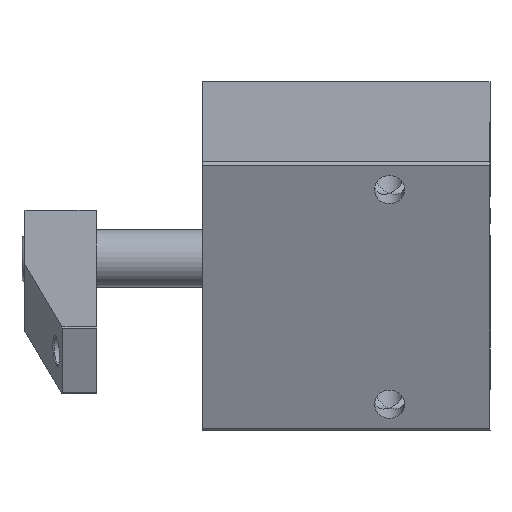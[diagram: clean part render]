
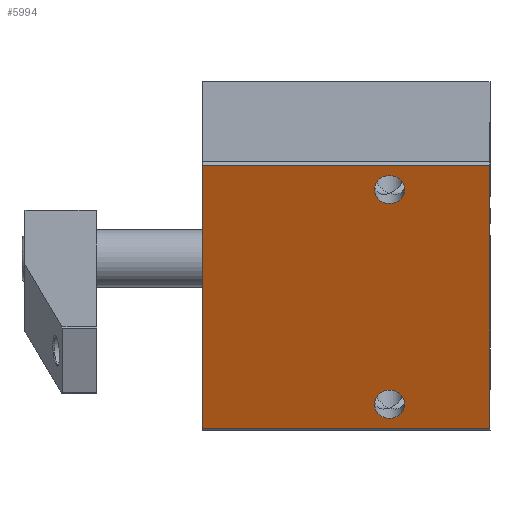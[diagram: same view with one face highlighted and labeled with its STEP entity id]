
A CAD part, left-side view. The second image highlights one B-rep face of the part: STEP entity #5994.
In plain terms, the highlighted face is planar.
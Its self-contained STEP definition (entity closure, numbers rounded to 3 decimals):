
#46 = EDGE_CURVE ( 'NONE', #3158, #5429, #3602, .T. ) ;
#131 = EDGE_LOOP ( 'NONE', ( #999, #465, #2395, #2054 ) ) ;
#164 = DIRECTION ( 'NONE',  ( 0., 0., -1. ) ) ;
#211 = CARTESIAN_POINT ( 'NONE',  ( 1244.576, 495.717, 35. ) ) ;
#278 = LINE ( 'NONE', #6458, #5493 ) ;
#371 = CARTESIAN_POINT ( 'NONE',  ( 1244.576, 504.717, 100. ) ) ;
#465 = ORIENTED_EDGE ( 'NONE', *, *, #2489, .T. ) ;
#607 = EDGE_LOOP ( 'NONE', ( #5238, #2430 ) ) ;
#719 = EDGE_CURVE ( 'NONE', #1753, #6362, #2574, .T. ) ;
#764 = AXIS2_PLACEMENT_3D ( 'NONE', #2288, #5819, #2790 ) ;
#767 = CARTESIAN_POINT ( 'NONE',  ( 1244.576, 415.717, 35. ) ) ;
#990 = CIRCLE ( 'NONE', #2607, 5.25 ) ;
#999 = ORIENTED_EDGE ( 'NONE', *, *, #719, .F. ) ;
#1027 = VERTEX_POINT ( 'NONE', #1988 ) ;
#1035 = AXIS2_PLACEMENT_3D ( 'NONE', #1602, #2599, #6133 ) ;
#1062 = LINE ( 'NONE', #1268, #6396 ) ;
#1091 = EDGE_LOOP ( 'NONE', ( #3657, #5115 ) ) ;
#1268 = CARTESIAN_POINT ( 'NONE',  ( 1244.576, 504.717, 100. ) ) ;
#1269 = DIRECTION ( 'NONE',  ( 0., 0., -1. ) ) ;
#1453 = DIRECTION ( 'NONE',  ( 0., 0., -1. ) ) ;
#1553 = CARTESIAN_POINT ( 'NONE',  ( 1244.576, 415.717, 35. ) ) ;
#1602 = CARTESIAN_POINT ( 'NONE',  ( 1244.576, 0., 0. ) ) ;
#1753 = VERTEX_POINT ( 'NONE', #5661 ) ;
#1762 = CARTESIAN_POINT ( 'NONE',  ( 1244.576, 505.717, 0. ) ) ;
#1835 = CARTESIAN_POINT ( 'NONE',  ( 1244.576, 495.717, 40.25 ) ) ;
#1909 = VERTEX_POINT ( 'NONE', #3663 ) ;
#1922 = FACE_BOUND ( 'NONE', #1091, .T. ) ;
#1988 = CARTESIAN_POINT ( 'NONE',  ( 1244.576, 406.717, 0. ) ) ;
#2014 = DIRECTION ( 'NONE',  ( 0., 0., 1. ) ) ;
#2054 = ORIENTED_EDGE ( 'NONE', *, *, #3349, .T. ) ;
#2100 = EDGE_CURVE ( 'NONE', #6244, #3917, #3482, .T. ) ;
#2130 = CARTESIAN_POINT ( 'NONE',  ( 1244.576, 495.717, 29.75 ) ) ;
#2288 = CARTESIAN_POINT ( 'NONE',  ( 1244.576, 495.717, 35. ) ) ;
#2395 = ORIENTED_EDGE ( 'NONE', *, *, #4990, .F. ) ;
#2430 = ORIENTED_EDGE ( 'NONE', *, *, #5654, .F. ) ;
#2489 = EDGE_CURVE ( 'NONE', #1753, #1027, #278, .T. ) ;
#2574 = LINE ( 'NONE', #5508, #5124 ) ;
#2599 = DIRECTION ( 'NONE',  ( -1., 0., 0. ) ) ;
#2607 = AXIS2_PLACEMENT_3D ( 'NONE', #767, #4299, #1269 ) ;
#2767 = CARTESIAN_POINT ( 'NONE',  ( 1244.576, 415.717, 29.75 ) ) ;
#2790 = DIRECTION ( 'NONE',  ( 0., 0., -1. ) ) ;
#2896 = DIRECTION ( 'NONE',  ( 0., 1., 0. ) ) ;
#3090 = FACE_OUTER_BOUND ( 'NONE', #131, .T. ) ;
#3158 = VERTEX_POINT ( 'NONE', #1835 ) ;
#3349 = EDGE_CURVE ( 'NONE', #1909, #6362, #1062, .T. ) ;
#3415 = DIRECTION ( 'NONE',  ( 1., 0., 0. ) ) ;
#3482 = CIRCLE ( 'NONE', #5401, 5.25 ) ;
#3576 = PLANE ( 'NONE',  #1035 ) ;
#3602 = CIRCLE ( 'NONE', #3745, 5.25 ) ;
#3657 = ORIENTED_EDGE ( 'NONE', *, *, #4412, .F. ) ;
#3663 = CARTESIAN_POINT ( 'NONE',  ( 1244.576, 504.717, 0. ) ) ;
#3745 = AXIS2_PLACEMENT_3D ( 'NONE', #211, #3415, #6457 ) ;
#3917 = VERTEX_POINT ( 'NONE', #4889 ) ;
#4290 = FACE_BOUND ( 'NONE', #607, .T. ) ;
#4299 = DIRECTION ( 'NONE',  ( 1., 0., 0. ) ) ;
#4412 = EDGE_CURVE ( 'NONE', #5429, #3158, #5248, .T. ) ;
#4495 = DIRECTION ( 'NONE',  ( 1., 0., 0. ) ) ;
#4889 = CARTESIAN_POINT ( 'NONE',  ( 1244.576, 415.717, 40.25 ) ) ;
#4990 = EDGE_CURVE ( 'NONE', #1909, #1027, #6496, .T. ) ;
#5115 = ORIENTED_EDGE ( 'NONE', *, *, #46, .F. ) ;
#5124 = VECTOR ( 'NONE', #2896, 1000. ) ;
#5180 = VECTOR ( 'NONE', #5290, 1000. ) ;
#5238 = ORIENTED_EDGE ( 'NONE', *, *, #2100, .F. ) ;
#5248 = CIRCLE ( 'NONE', #764, 5.25 ) ;
#5290 = DIRECTION ( 'NONE',  ( 0., -1., 0. ) ) ;
#5401 = AXIS2_PLACEMENT_3D ( 'NONE', #1553, #4495, #164 ) ;
#5429 = VERTEX_POINT ( 'NONE', #2130 ) ;
#5493 = VECTOR ( 'NONE', #1453, 1000. ) ;
#5508 = CARTESIAN_POINT ( 'NONE',  ( 1244.576, 405.717, 100. ) ) ;
#5654 = EDGE_CURVE ( 'NONE', #3917, #6244, #990, .T. ) ;
#5661 = CARTESIAN_POINT ( 'NONE',  ( 1244.576, 406.717, 100. ) ) ;
#5819 = DIRECTION ( 'NONE',  ( 1., 0., 0. ) ) ;
#5994 = ADVANCED_FACE ( 'NONE', ( #1922, #4290, #3090 ), #3576, .F. ) ;
#6133 = DIRECTION ( 'NONE',  ( 0., 0., 1. ) ) ;
#6244 = VERTEX_POINT ( 'NONE', #2767 ) ;
#6362 = VERTEX_POINT ( 'NONE', #371 ) ;
#6396 = VECTOR ( 'NONE', #2014, 1000. ) ;
#6457 = DIRECTION ( 'NONE',  ( 0., 0., -1. ) ) ;
#6458 = CARTESIAN_POINT ( 'NONE',  ( 1244.576, 406.717, 0. ) ) ;
#6496 = LINE ( 'NONE', #1762, #5180 ) ;
